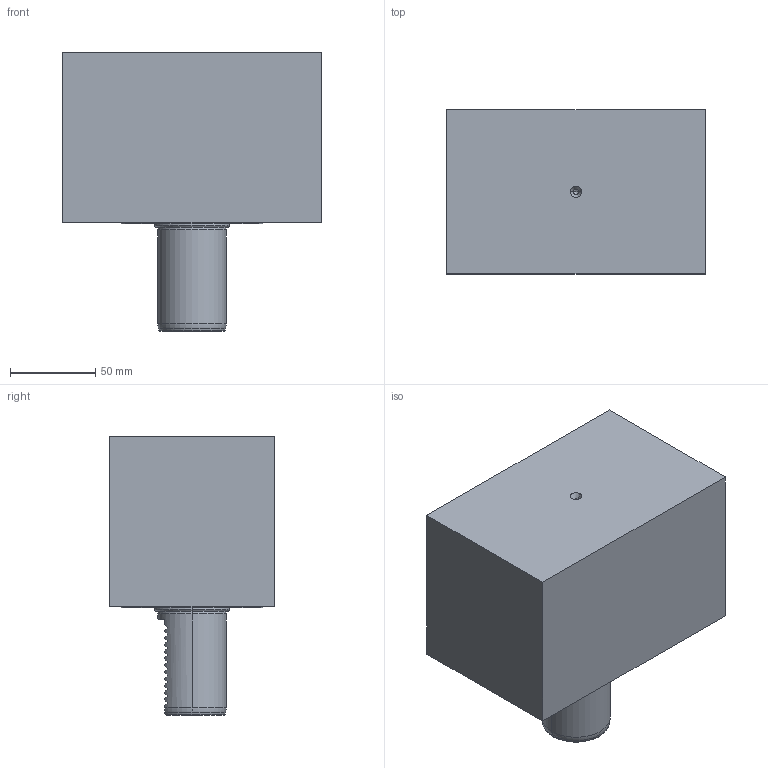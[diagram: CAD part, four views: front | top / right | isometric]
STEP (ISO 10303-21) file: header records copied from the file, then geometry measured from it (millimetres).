
FILE_DESCRIPTION (( 'STEP AP203' ), '1' );
FILE_NAME ('STEP.STEP', '2019-11-06T06:00:08', ( '' ), ( '' ), 'SwSTEP 2.0', 'SolidWorks 2017', '' );
FILE_SCHEMA (( 'CONFIG_CONTROL_DESIGN' ));
Length unit declared in the file: millimetre
Products named in the file (1): STEP
Bounding box: 151 x 96 x 163 mm (x, y, z)
Volume: 1518165.3 mm3; surface area: 88042.5 mm2
Topology: 2 solids, 2 shells, 107 faces, 273 edges, 170 vertices
Faces by surface type: plane 50, cylinder 24, cone 17, torus 16
Entity records: 3444 total; most frequent: CARTESIAN_POINT 956, ORIENTED_EDGE 538, DIRECTION 474, EDGE_CURVE 269, AXIS2_PLACEMENT_3D 178, VERTEX_POINT 170, VECTOR 118, LINE 118
